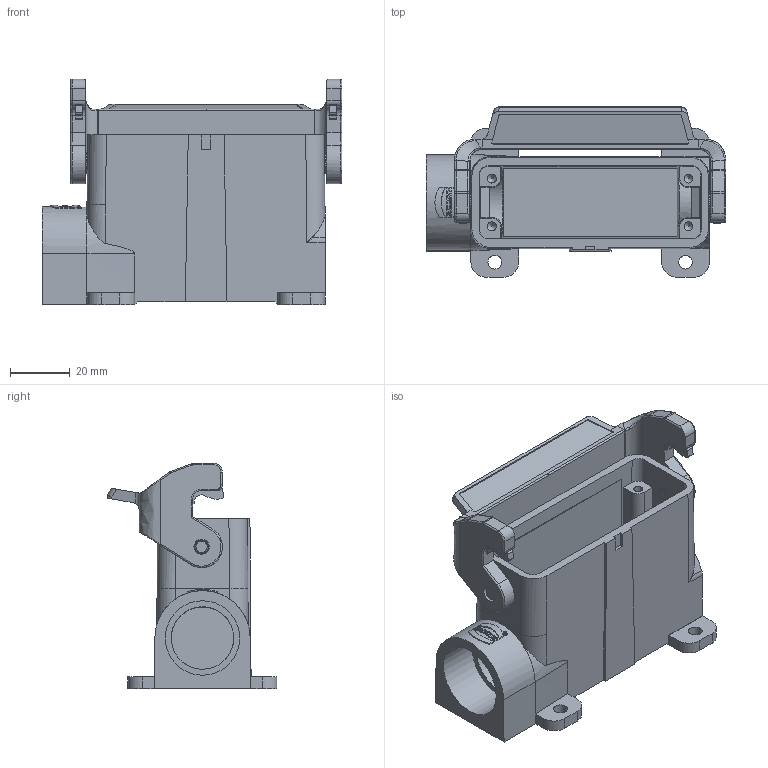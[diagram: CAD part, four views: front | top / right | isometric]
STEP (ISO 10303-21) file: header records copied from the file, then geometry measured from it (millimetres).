
FILE_DESCRIPTION(/* description */ (''),/* implementation_level */ '2;1');
FILE_NAME(/* name */ '100094841ugm000_f.stp',/* time_stamp */ '2017-12-01T13:50:29+01:00',/* author */ (''),/* organization */ (''),/* preprocessor_version */ 'ST-DEVELOPER v16',/* originating_system */ 'SIEMENS PLM Software NX 10.0',/* authorisation */ '');
FILE_SCHEMA (('AUTOMOTIVE_DESIGN { 1 0 10303 214 3 1 1 1 }'));
Length unit declared in the file: millimetre
Products named in the file (1): 100094841ugm000_f
Bounding box: 100.5 x 57.04 x 75.6 mm (x, y, z)
Volume: 71405.3 mm3; surface area: 39712.4 mm2
Topology: 2 solids, 2 shells, 465 faces, 1722 edges, 1822 vertices
Faces by surface type: plane 231, cylinder 125, bspline 94, cone 8, torus 7
Full cylindrical faces by diameter (mm): 1.1 x1, 3 x4, 4 x2, 4.6 x4, 4.8 x2, 5.1 x2, 7 x2, 21 x1, 23.6 x1, 25 x1
Entity records: 22191 total; most frequent: CARTESIAN_POINT 7937, ORIENTED_EDGE 2282, DIRECTION 1929, EDGE_CURVE 1141, VERTEX_POINT 750, LINE 715, VECTOR 715, B_SPLINE_CURVE_WITH_KNOTS 714
